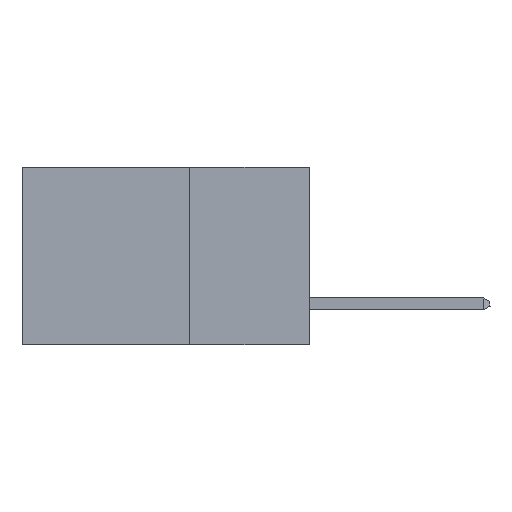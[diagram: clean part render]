
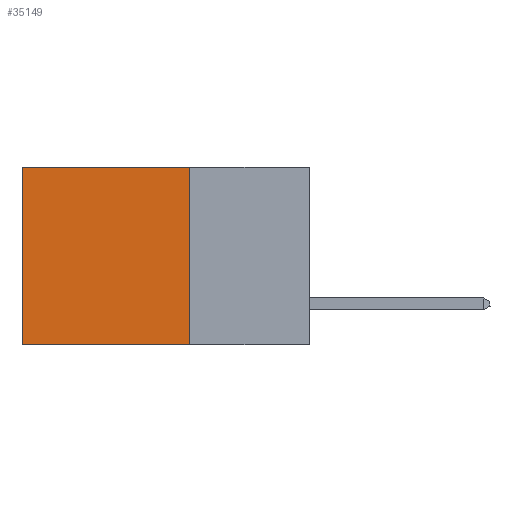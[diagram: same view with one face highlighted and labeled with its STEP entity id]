
A CAD part, left-side view. The second image highlights one B-rep face of the part: STEP entity #35149.
In plain terms, the highlighted planar face has unit normal (-1, 0, 0).
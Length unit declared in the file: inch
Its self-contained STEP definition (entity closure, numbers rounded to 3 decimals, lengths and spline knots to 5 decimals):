
#396 = DIRECTION ( 'NONE',  ( 1., 0., 0. ) ) ;
#400 = CARTESIAN_POINT ( 'NONE',  ( 0.2875, 0.25, 0. ) ) ;
#2575 = CARTESIAN_POINT ( 'NONE',  ( 0.2875, 0.6, 0. ) ) ;
#3540 = CARTESIAN_POINT ( 'NONE',  ( 0.2875, 0.6, -0.37 ) ) ;
#3601 = CARTESIAN_POINT ( 'NONE',  ( 0.2875, 0.25, -0.37 ) ) ;
#4392 = FACE_OUTER_BOUND ( 'NONE', #20009, .T. ) ;
#4708 = LINE ( 'NONE', #400, #37652 ) ;
#6724 = ORIENTED_EDGE ( 'NONE', *, *, #11371, .T. ) ;
#7561 = PLANE ( 'NONE',  #12883 ) ;
#8547 = ORIENTED_EDGE ( 'NONE', *, *, #26077, .F. ) ;
#9568 = LINE ( 'NONE', #16701, #34166 ) ;
#11371 = EDGE_CURVE ( 'NONE', #21892, #34498, #25150, .T. ) ;
#11729 = EDGE_CURVE ( 'NONE', #18783, #21892, #4708, .T. ) ;
#11898 = CARTESIAN_POINT ( 'NONE',  ( 0.2875, 0.25, -0.37 ) ) ;
#12883 = AXIS2_PLACEMENT_3D ( 'NONE', #34469, #396, #17641 ) ;
#15576 = VERTEX_POINT ( 'NONE', #3601 ) ;
#16701 = CARTESIAN_POINT ( 'NONE',  ( 0.2875, 0.25, 0. ) ) ;
#17641 = DIRECTION ( 'NONE',  ( 0., 0., -1. ) ) ;
#18783 = VERTEX_POINT ( 'NONE', #42740 ) ;
#19143 = ORIENTED_EDGE ( 'NONE', *, *, #20152, .F. ) ;
#20009 = EDGE_LOOP ( 'NONE', ( #6724, #8547, #19143, #20737 ) ) ;
#20152 = EDGE_CURVE ( 'NONE', #18783, #15576, #9568, .T. ) ;
#20737 = ORIENTED_EDGE ( 'NONE', *, *, #11729, .T. ) ;
#20898 = DIRECTION ( 'NONE',  ( 0., 1., 0. ) ) ;
#21892 = VERTEX_POINT ( 'NONE', #2575 ) ;
#25150 = LINE ( 'NONE', #37602, #31412 ) ;
#26077 = EDGE_CURVE ( 'NONE', #15576, #34498, #31806, .T. ) ;
#30514 = DIRECTION ( 'NONE',  ( 0., 0., -1. ) ) ;
#31412 = VECTOR ( 'NONE', #34665, 39.37008 ) ;
#31806 = LINE ( 'NONE', #11898, #40155 ) ;
#34166 = VECTOR ( 'NONE', #30514, 39.37008 ) ;
#34469 = CARTESIAN_POINT ( 'NONE',  ( 0.2875, 0.25, 0. ) ) ;
#34498 = VERTEX_POINT ( 'NONE', #3540 ) ;
#34665 = DIRECTION ( 'NONE',  ( 0., 0., -1. ) ) ;
#35149 = ADVANCED_FACE ( 'NONE', ( #4392 ), #7561, .F. ) ;
#37602 = CARTESIAN_POINT ( 'NONE',  ( 0.2875, 0.6, 0. ) ) ;
#37652 = VECTOR ( 'NONE', #20898, 39.37008 ) ;
#40155 = VECTOR ( 'NONE', #41712, 39.37008 ) ;
#41712 = DIRECTION ( 'NONE',  ( 0., 1., 0. ) ) ;
#42740 = CARTESIAN_POINT ( 'NONE',  ( 0.2875, 0.25, 0. ) ) ;
